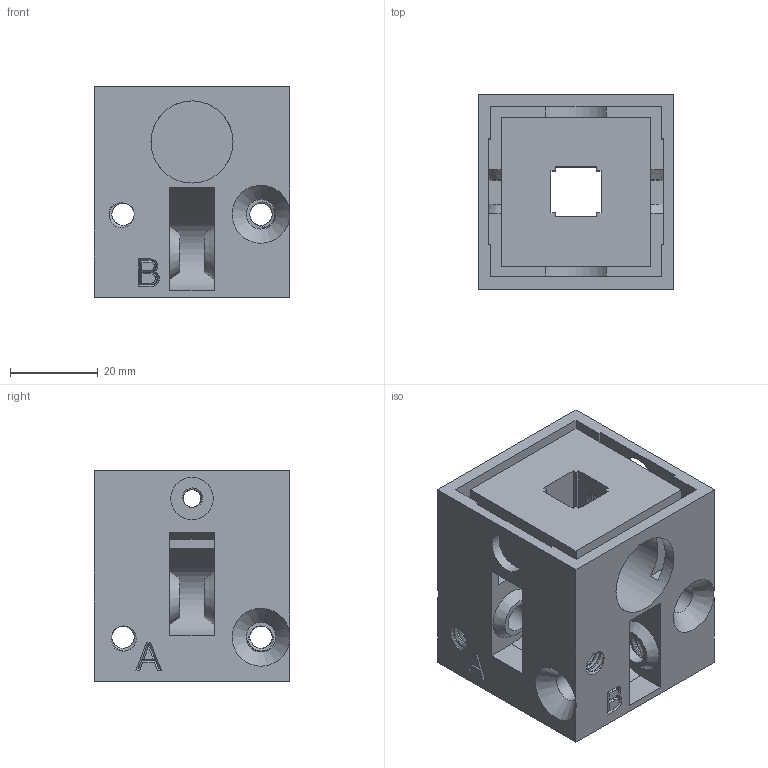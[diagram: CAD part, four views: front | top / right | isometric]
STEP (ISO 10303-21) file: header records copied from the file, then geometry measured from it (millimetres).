
FILE_DESCRIPTION(/* description */ (''),/* implementation_level */ '2;1');
FILE_NAME(/* name */ 'Middle Tube Lower Bearing Block 2-Stage.step',/* time_stamp */ '2023-09-15T11:03:40-04:00',/* author */ (''),/* organization */ (''),/* preprocessor_version */ 'ST-DEVELOPER v20',/* originating_system */ 'Autodesk Translation Framework v12.9.0.99',/* authorisation */ '');
FILE_SCHEMA (('AUTOMOTIVE_DESIGN { 1 0 10303 214 3 1 1 }'));
Length unit declared in the file: inch
Products named in the file (1): Middle Tube Lower Bearing Block 2-Stage
Bounding box: 44.58 x 44.58 x 48.26 mm (x, y, z)
Volume: 60497.4 mm3; surface area: 27048.9 mm2
Topology: 1 solids, 1 shells, 401 faces, 1160 edges, 770 vertices
Faces by surface type: cylinder 194, plane 129, bspline 64, cone 14
Full cylindrical faces by diameter (mm): 4.064 x8, 4.826 x15, 5.118 x18, 6.35 x26, 6.756 x8, 9.703 x2, 18.754 x2
Entity records: 24498 total; most frequent: CARTESIAN_POINT 15121, ORIENTED_EDGE 2316, DIRECTION 1340, EDGE_CURVE 1158, VERTEX_POINT 770, B_SPLINE_CURVE_WITH_KNOTS 574, LINE 484, VECTOR 484
